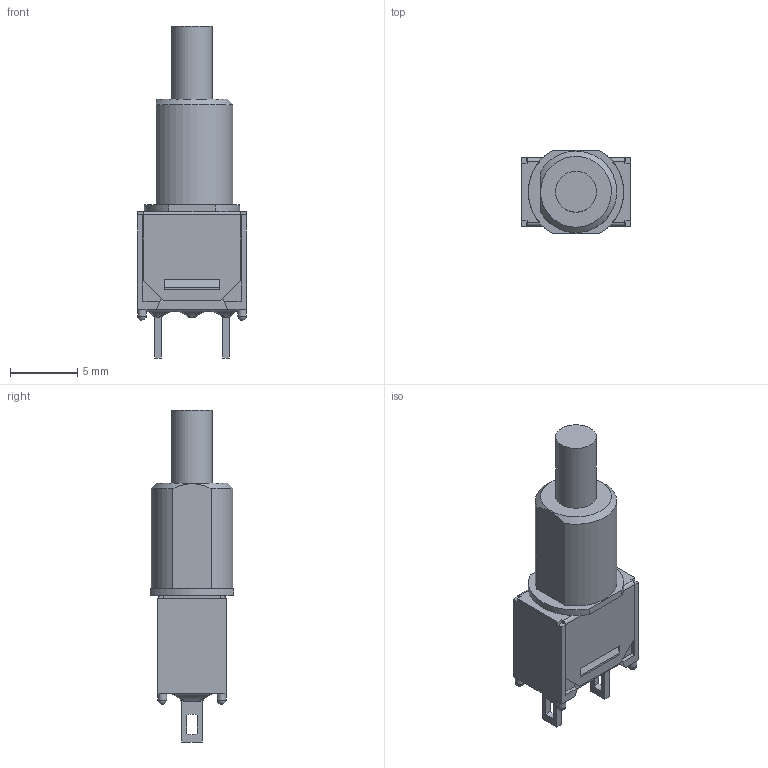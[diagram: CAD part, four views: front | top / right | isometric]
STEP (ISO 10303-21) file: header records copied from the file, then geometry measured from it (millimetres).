
FILE_DESCRIPTION(/* description */ (''),/* implementation_level */ '2;1');
FILE_NAME(/* name */ '800SP9B8M1xE.stp',/* time_stamp */ '2025-12-22T15:52:45-06:00',/* author */ ('jmeyers'),/* organization */ (''),/* preprocessor_version */ 'ST-DEVELOPER v18.1',/* originating_system */ 'Autodesk Inventor 2022',/* authorisation */ '');
FILE_SCHEMA (('AUTOMOTIVE_DESIGN { 1 0 10303 214 3 1 1 }'));
Length unit declared in the file: inch
Products named in the file (1): Part53
Bounding box: 8.13 x 6.22 x 24.77 mm (x, y, z)
Volume: 443.1 mm3; surface area: 904.6 mm2
Topology: 1 solids, 3 shells, 136 faces, 370 edges, 235 vertices
Faces by surface type: plane 102, cylinder 21, bspline 8, sphere 4, cone 1
Full cylindrical faces by diameter (mm): 0.65 x4, 3.05 x2
Entity records: 4776 total; most frequent: CARTESIAN_POINT 1367, ORIENTED_EDGE 732, DIRECTION 638, EDGE_CURVE 366, LINE 274, VECTOR 274, VERTEX_POINT 235, AXIS2_PLACEMENT_3D 182
